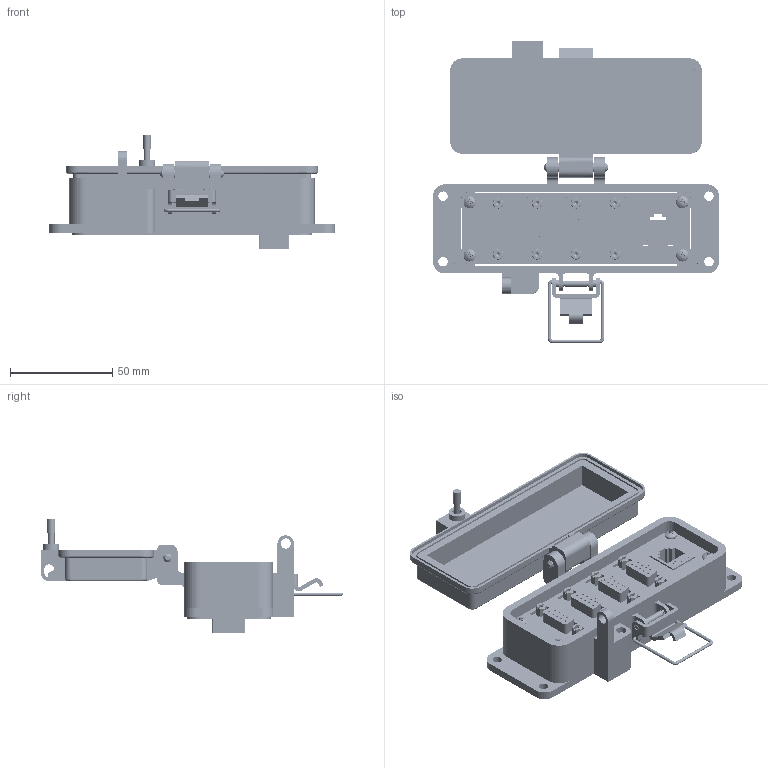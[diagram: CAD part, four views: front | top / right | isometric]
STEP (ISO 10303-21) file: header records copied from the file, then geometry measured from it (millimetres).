
FILE_DESCRIPTION (( 'STEP AP203' ), '1' );
FILE_NAME ('P-Q7#4R2-H3RX_3D.STEP', '2021-02-10T15:06:36', ( '' ), ( '' ), 'SwSTEP 2.0', 'SolidWorks 2019', '' );
FILE_SCHEMA (( 'CONFIG_CONTROL_DESIGN' ));
Length unit declared in the file: millimetre
Products named in the file (16): P-Q7#4R2-H3RX_FP060_1; -H3; Q7; P-Q7#4R2-H3RX_3D; R2; P-Q7#4R2-H3RX_BP240_1; Z-H-H3_B; Z-BULK-DB9MF; P-Q7#4R2-H3RX_TP060_1; 92005A124_METRIC PAN HEAD PHILLIPS MACHINE SCREW_92005A124; Z-000-4243316TFP; Z-300-RJ45CAT5; Z-001-SPR3_16HX
Assembly tree (33 placements, depth 3):
  P-Q7#4R2-H3RX_3D
    P-Q7#4R2-H3RX_BP240_1
    P-Q7#4R2-H3RX_TP060_1
    Z-000-4243316TFP  x6
    Q7
      Z-BULK-DB9MF
      Z-001-SPR3_16HX  x2
    Q7
      Z-BULK-DB9MF
      Z-001-SPR3_16HX  x2
    Q7
      Z-BULK-DB9MF
      Z-001-SPR3_16HX  x2
    Q7
      Z-BULK-DB9MF
      Z-001-SPR3_16HX  x2
    P-Q7#4R2-H3RX_FP060_1
    R2
      Z-300-RJ45CAT5
    -H3
      Z-H-H3_B
    92005A124_METRIC PAN HEAD PHILLIPS MACHINE SCREW_92005A124  x4
Bounding box: 140 x 147.61 x 56.19 mm (x, y, z)
Volume: 112417.2 mm3; surface area: 95735.8 mm2
Topology: 50 solids, 50 shells, 3974 faces, 10483 edges, 6751 vertices
Faces by surface type: plane 1519, cylinder 1493, bspline 552, cone 386, torus 16, sphere 8
Entity records: 66636 total; most frequent: CARTESIAN_POINT 24770, ORIENTED_EDGE 9000, DIRECTION 7118, EDGE_CURVE 4500, VERTEX_POINT 2950, LINE 2622, VECTOR 2622, AXIS2_PLACEMENT_3D 2248
